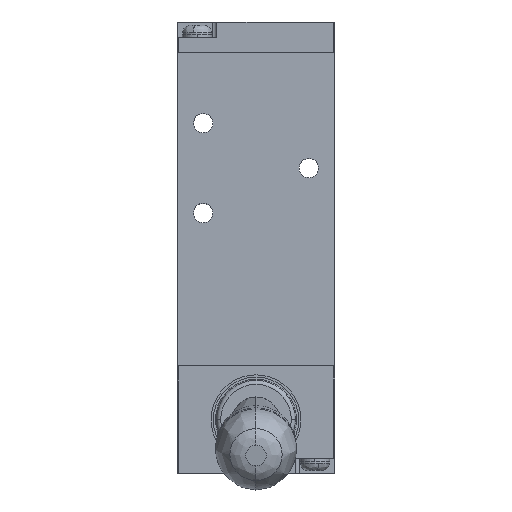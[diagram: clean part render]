
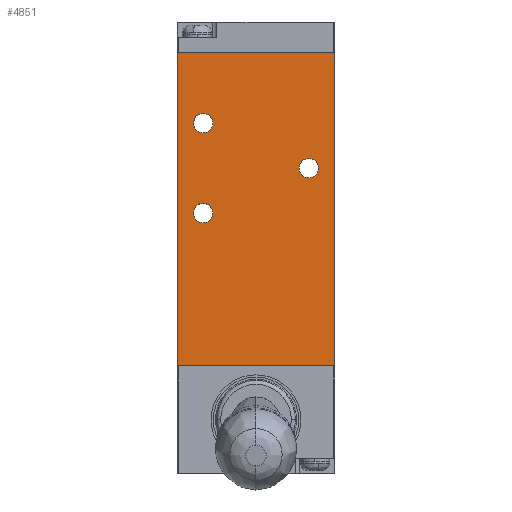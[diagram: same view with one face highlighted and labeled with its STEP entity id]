
A CAD part, top view. The second image highlights one B-rep face of the part: STEP entity #4851.
In plain terms, the highlighted planar face has unit normal (0, 0, 1).
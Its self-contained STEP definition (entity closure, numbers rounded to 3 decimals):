
#245 = DIRECTION ( 'NONE',  ( 1., 0., 0. ) ) ;
#260 = DIRECTION ( 'NONE',  ( 0., 1., 0. ) ) ;
#632 = LINE ( 'NONE', #5617, #9963 ) ;
#758 = AXIS2_PLACEMENT_3D ( 'NONE', #4777, #2368, #9074 ) ;
#964 = FACE_BOUND ( 'NONE', #2222, .T. ) ;
#1135 = ORIENTED_EDGE ( 'NONE', *, *, #1675, .F. ) ;
#1168 = DIRECTION ( 'NONE',  ( 1., 0., 0. ) ) ;
#1244 = AXIS2_PLACEMENT_3D ( 'NONE', #8823, #5379, #10414 ) ;
#1347 = LINE ( 'NONE', #4821, #8346 ) ;
#1664 = PLANE ( 'NONE',  #10061 ) ;
#1675 = EDGE_CURVE ( 'NONE', #4980, #4829, #3780, .T. ) ;
#1918 = EDGE_CURVE ( 'NONE', #7605, #6060, #10064, .T. ) ;
#2122 = DIRECTION ( 'NONE',  ( 1., 0., 0. ) ) ;
#2222 = EDGE_LOOP ( 'NONE', ( #9841, #3442 ) ) ;
#2231 = CIRCLE ( 'NONE', #2717, 2.15 ) ;
#2237 = EDGE_LOOP ( 'NONE', ( #2722, #4136, #6602, #5872 ) ) ;
#2368 = DIRECTION ( 'NONE',  ( 0., 0., 1. ) ) ;
#2526 = CARTESIAN_POINT ( 'NONE',  ( -13.9, 34., 11. ) ) ;
#2717 = AXIS2_PLACEMENT_3D ( 'NONE', #9376, #7549, #245 ) ;
#2722 = ORIENTED_EDGE ( 'NONE', *, *, #6090, .T. ) ;
#2760 = FACE_OUTER_BOUND ( 'NONE', #2237, .T. ) ;
#2867 = CIRCLE ( 'NONE', #758, 2.15 ) ;
#3150 = EDGE_CURVE ( 'NONE', #3878, #3244, #6733, .T. ) ;
#3244 = VERTEX_POINT ( 'NONE', #6230 ) ;
#3245 = VERTEX_POINT ( 'NONE', #7855 ) ;
#3442 = ORIENTED_EDGE ( 'NONE', *, *, #5213, .F. ) ;
#3527 = DIRECTION ( 'NONE',  ( 1., 0., 0. ) ) ;
#3608 = CARTESIAN_POINT ( 'NONE',  ( 17.5, 0., 11. ) ) ;
#3662 = AXIS2_PLACEMENT_3D ( 'NONE', #4624, #5201, #3527 ) ;
#3708 = ORIENTED_EDGE ( 'NONE', *, *, #4324, .F. ) ;
#3780 = CIRCLE ( 'NONE', #1244, 2.15 ) ;
#3804 = AXIS2_PLACEMENT_3D ( 'NONE', #9356, #7635, #1168 ) ;
#3840 = VERTEX_POINT ( 'NONE', #8544 ) ;
#3865 = CARTESIAN_POINT ( 'NONE',  ( -13.9, 54., 11. ) ) ;
#3878 = VERTEX_POINT ( 'NONE', #8583 ) ;
#4133 = ORIENTED_EDGE ( 'NONE', *, *, #1918, .F. ) ;
#4136 = ORIENTED_EDGE ( 'NONE', *, *, #7564, .T. ) ;
#4182 = CARTESIAN_POINT ( 'NONE',  ( 9.6, 44., 11. ) ) ;
#4224 = DIRECTION ( 'NONE',  ( 0., 0., 1. ) ) ;
#4291 = CIRCLE ( 'NONE', #4554, 2.15 ) ;
#4324 = EDGE_CURVE ( 'NONE', #6060, #7605, #2231, .T. ) ;
#4554 = AXIS2_PLACEMENT_3D ( 'NONE', #9217, #4224, #5042 ) ;
#4585 = CARTESIAN_POINT ( 'NONE',  ( -17.5, 0., 11. ) ) ;
#4624 = CARTESIAN_POINT ( 'NONE',  ( -11.75, 54., 11. ) ) ;
#4777 = CARTESIAN_POINT ( 'NONE',  ( -11.75, 34., 11. ) ) ;
#4815 = CARTESIAN_POINT ( 'NONE',  ( -9.6, 54., 11. ) ) ;
#4821 = CARTESIAN_POINT ( 'NONE',  ( 17.5, 69.8, 11. ) ) ;
#4829 = VERTEX_POINT ( 'NONE', #9059 ) ;
#4851 = ADVANCED_FACE ( 'NONE', ( #964, #7040, #7432, #2760 ), #1664, .T. ) ;
#4888 = CARTESIAN_POINT ( 'NONE',  ( 0., 0., 11. ) ) ;
#4979 = EDGE_LOOP ( 'NONE', ( #4133, #3708 ) ) ;
#4980 = VERTEX_POINT ( 'NONE', #4182 ) ;
#5042 = DIRECTION ( 'NONE',  ( 1., 0., 0. ) ) ;
#5201 = DIRECTION ( 'NONE',  ( 0., 0., 1. ) ) ;
#5213 = EDGE_CURVE ( 'NONE', #8371, #3245, #2867, .T. ) ;
#5361 = CARTESIAN_POINT ( 'NONE',  ( -17.5, 0., 11. ) ) ;
#5379 = DIRECTION ( 'NONE',  ( 0., 0., 1. ) ) ;
#5519 = DIRECTION ( 'NONE',  ( -1., 0., 0. ) ) ;
#5617 = CARTESIAN_POINT ( 'NONE',  ( -17.5, 69.8, 11. ) ) ;
#5872 = ORIENTED_EDGE ( 'NONE', *, *, #3150, .T. ) ;
#6060 = VERTEX_POINT ( 'NONE', #3865 ) ;
#6090 = EDGE_CURVE ( 'NONE', #3244, #3840, #1347, .T. ) ;
#6230 = CARTESIAN_POINT ( 'NONE',  ( 17.5, 69.8, 11. ) ) ;
#6602 = ORIENTED_EDGE ( 'NONE', *, *, #7044, .T. ) ;
#6733 = LINE ( 'NONE', #3608, #8695 ) ;
#7040 = FACE_BOUND ( 'NONE', #4979, .T. ) ;
#7044 = EDGE_CURVE ( 'NONE', #8687, #3878, #7790, .T. ) ;
#7432 = FACE_BOUND ( 'NONE', #9884, .T. ) ;
#7453 = DIRECTION ( 'NONE',  ( 0., 0., 1. ) ) ;
#7549 = DIRECTION ( 'NONE',  ( 0., 0., 1. ) ) ;
#7564 = EDGE_CURVE ( 'NONE', #3840, #8687, #632, .T. ) ;
#7605 = VERTEX_POINT ( 'NONE', #4815 ) ;
#7635 = DIRECTION ( 'NONE',  ( 0., 0., 1. ) ) ;
#7790 = LINE ( 'NONE', #4585, #9483 ) ;
#7855 = CARTESIAN_POINT ( 'NONE',  ( -9.6, 34., 11. ) ) ;
#8034 = DIRECTION ( 'NONE',  ( 0., -1., 0. ) ) ;
#8346 = VECTOR ( 'NONE', #5519, 1000. ) ;
#8371 = VERTEX_POINT ( 'NONE', #2526 ) ;
#8544 = CARTESIAN_POINT ( 'NONE',  ( -17.5, 69.8, 11. ) ) ;
#8583 = CARTESIAN_POINT ( 'NONE',  ( 17.5, 0., 11. ) ) ;
#8687 = VERTEX_POINT ( 'NONE', #5361 ) ;
#8695 = VECTOR ( 'NONE', #260, 1000. ) ;
#8823 = CARTESIAN_POINT ( 'NONE',  ( 11.75, 44., 11. ) ) ;
#8852 = CIRCLE ( 'NONE', #3804, 2.15 ) ;
#9059 = CARTESIAN_POINT ( 'NONE',  ( 13.9, 44., 11. ) ) ;
#9074 = DIRECTION ( 'NONE',  ( 1., 0., 0. ) ) ;
#9217 = CARTESIAN_POINT ( 'NONE',  ( -11.75, 34., 11. ) ) ;
#9356 = CARTESIAN_POINT ( 'NONE',  ( 11.75, 44., 11. ) ) ;
#9376 = CARTESIAN_POINT ( 'NONE',  ( -11.75, 54., 11. ) ) ;
#9468 = ORIENTED_EDGE ( 'NONE', *, *, #9977, .F. ) ;
#9483 = VECTOR ( 'NONE', #2122, 1000. ) ;
#9841 = ORIENTED_EDGE ( 'NONE', *, *, #9920, .F. ) ;
#9884 = EDGE_LOOP ( 'NONE', ( #9468, #1135 ) ) ;
#9920 = EDGE_CURVE ( 'NONE', #3245, #8371, #4291, .T. ) ;
#9963 = VECTOR ( 'NONE', #8034, 1000. ) ;
#9977 = EDGE_CURVE ( 'NONE', #4829, #4980, #8852, .T. ) ;
#10061 = AXIS2_PLACEMENT_3D ( 'NONE', #4888, #7453, #10667 ) ;
#10064 = CIRCLE ( 'NONE', #3662, 2.15 ) ;
#10414 = DIRECTION ( 'NONE',  ( 1., 0., 0. ) ) ;
#10667 = DIRECTION ( 'NONE',  ( 1., 0., 0. ) ) ;
